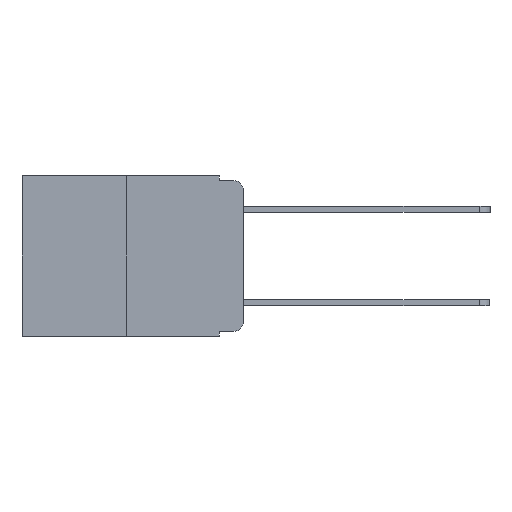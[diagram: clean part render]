
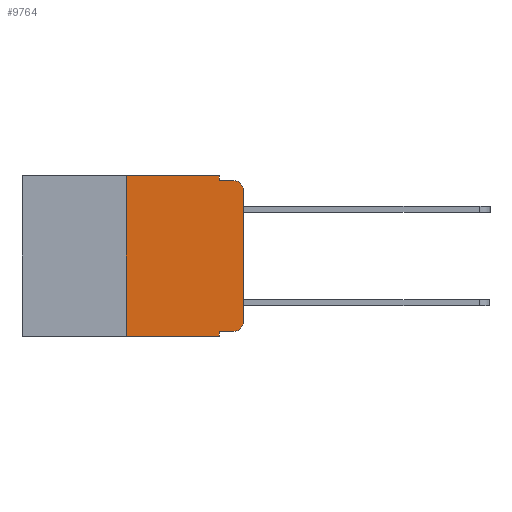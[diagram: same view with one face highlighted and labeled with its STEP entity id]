
A CAD part, left-side view. The second image highlights one B-rep face of the part: STEP entity #9764.
In plain terms, the highlighted planar face has unit normal (-1, 0, 0).
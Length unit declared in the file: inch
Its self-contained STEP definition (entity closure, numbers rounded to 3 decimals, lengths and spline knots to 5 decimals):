
#109 = CARTESIAN_POINT ( 'NONE',  ( 0., 0.051, -0.333 ) ) ;
#121 = LINE ( 'NONE', #4578, #6785 ) ;
#159 = LINE ( 'NONE', #17351, #10776 ) ;
#259 = ORIENTED_EDGE ( 'NONE', *, *, #10980, .T. ) ;
#873 = VERTEX_POINT ( 'NONE', #19097 ) ;
#936 = VERTEX_POINT ( 'NONE', #109 ) ;
#969 = LINE ( 'NONE', #17658, #12395 ) ;
#1012 = VECTOR ( 'NONE', #10131, 39.37008 ) ;
#1137 = VERTEX_POINT ( 'NONE', #15726 ) ;
#1546 = ORIENTED_EDGE ( 'NONE', *, *, #8377, .T. ) ;
#1708 = CARTESIAN_POINT ( 'NONE',  ( 0., 0.051, -0.343 ) ) ;
#1770 = VERTEX_POINT ( 'NONE', #14595 ) ;
#1963 = ORIENTED_EDGE ( 'NONE', *, *, #3260, .T. ) ;
#2114 = EDGE_CURVE ( 'NONE', #1770, #10025, #15510, .T. ) ;
#2207 = DIRECTION ( 'NONE',  ( 0., -1., 0. ) ) ;
#3067 = DIRECTION ( 'NONE',  ( 0., 0., -1. ) ) ;
#3213 = LINE ( 'NONE', #9821, #17635 ) ;
#3260 = EDGE_CURVE ( 'NONE', #936, #1770, #17250, .T. ) ;
#3822 = ORIENTED_EDGE ( 'NONE', *, *, #2114, .T. ) ;
#3856 = CARTESIAN_POINT ( 'NONE',  ( 0., 0.051, -0.01 ) ) ;
#4321 = EDGE_CURVE ( 'NONE', #936, #9267, #13339, .T. ) ;
#4578 = CARTESIAN_POINT ( 'NONE',  ( 0., 0.051, 0. ) ) ;
#4640 = DIRECTION ( 'NONE',  ( 0., 0., -1. ) ) ;
#4759 = CARTESIAN_POINT ( 'NONE',  ( 0., 0.02, -0.03 ) ) ;
#4802 = CARTESIAN_POINT ( 'NONE',  ( 0., 0., -0.03 ) ) ;
#5195 = ORIENTED_EDGE ( 'NONE', *, *, #6372, .F. ) ;
#5239 = EDGE_CURVE ( 'NONE', #9316, #1137, #159, .T. ) ;
#5354 = EDGE_CURVE ( 'NONE', #14392, #9316, #969, .T. ) ;
#5426 = DIRECTION ( 'NONE',  ( 0., -1., 0. ) ) ;
#5643 = DIRECTION ( 'NONE',  ( 0., -1., 0. ) ) ;
#5844 = VECTOR ( 'NONE', #2207, 39.37008 ) ;
#6304 = DIRECTION ( 'NONE',  ( 0., 0., -1. ) ) ;
#6372 = EDGE_CURVE ( 'NONE', #1137, #15413, #121, .T. ) ;
#6785 = VECTOR ( 'NONE', #4640, 39.37008 ) ;
#7060 = ORIENTED_EDGE ( 'NONE', *, *, #4321, .F. ) ;
#7393 = EDGE_CURVE ( 'NONE', #15413, #873, #17703, .T. ) ;
#7683 = VERTEX_POINT ( 'NONE', #4802 ) ;
#8157 = CARTESIAN_POINT ( 'NONE',  ( 0., 0., -0.313 ) ) ;
#8169 = ORIENTED_EDGE ( 'NONE', *, *, #9383, .T. ) ;
#8377 = EDGE_CURVE ( 'NONE', #7683, #873, #8512, .T. ) ;
#8512 = CIRCLE ( 'NONE', #15196, 0.02 ) ;
#8546 = ORIENTED_EDGE ( 'NONE', *, *, #5354, .F. ) ;
#8697 = CARTESIAN_POINT ( 'NONE',  ( 0., 0.051, 0. ) ) ;
#9214 = CARTESIAN_POINT ( 'NONE',  ( 0., 0.473, 0. ) ) ;
#9267 = VERTEX_POINT ( 'NONE', #1708 ) ;
#9316 = VERTEX_POINT ( 'NONE', #18389 ) ;
#9383 = EDGE_CURVE ( 'NONE', #10025, #7683, #3213, .T. ) ;
#9764 = ADVANCED_FACE ( 'NONE', ( #14659 ), #15044, .F. ) ;
#9818 = AXIS2_PLACEMENT_3D ( 'NONE', #9214, #19389, #10689 ) ;
#9821 = CARTESIAN_POINT ( 'NONE',  ( 0., 0., 0. ) ) ;
#9958 = VECTOR ( 'NONE', #5426, 39.37008 ) ;
#10025 = VERTEX_POINT ( 'NONE', #8157 ) ;
#10131 = DIRECTION ( 'NONE',  ( 0., 0., -1. ) ) ;
#10160 = CARTESIAN_POINT ( 'NONE',  ( 0., 0.02, -0.313 ) ) ;
#10689 = DIRECTION ( 'NONE',  ( 0., 0., -1. ) ) ;
#10776 = VECTOR ( 'NONE', #5643, 39.37008 ) ;
#10980 = EDGE_CURVE ( 'NONE', #14392, #9267, #18024, .T. ) ;
#11272 = DIRECTION ( 'NONE',  ( 0., 0., 1. ) ) ;
#11361 = CARTESIAN_POINT ( 'NONE',  ( 0., 0.473, -0.343 ) ) ;
#12395 = VECTOR ( 'NONE', #19094, 39.37008 ) ;
#12611 = CARTESIAN_POINT ( 'NONE',  ( 0., 0.25, -0.343 ) ) ;
#13339 = LINE ( 'NONE', #8697, #1012 ) ;
#13818 = VECTOR ( 'NONE', #17312, 39.37008 ) ;
#14109 = AXIS2_PLACEMENT_3D ( 'NONE', #10160, #19264, #3067 ) ;
#14392 = VERTEX_POINT ( 'NONE', #12611 ) ;
#14595 = CARTESIAN_POINT ( 'NONE',  ( 0., 0.02, -0.333 ) ) ;
#14632 = ORIENTED_EDGE ( 'NONE', *, *, #7393, .F. ) ;
#14659 = FACE_OUTER_BOUND ( 'NONE', #15530, .T. ) ;
#14898 = ORIENTED_EDGE ( 'NONE', *, *, #5239, .F. ) ;
#15044 = PLANE ( 'NONE',  #9818 ) ;
#15148 = DIRECTION ( 'NONE',  ( -1., 0., 0. ) ) ;
#15196 = AXIS2_PLACEMENT_3D ( 'NONE', #4759, #15148, #6304 ) ;
#15413 = VERTEX_POINT ( 'NONE', #19119 ) ;
#15510 = CIRCLE ( 'NONE', #14109, 0.02 ) ;
#15530 = EDGE_LOOP ( 'NONE', ( #8169, #1546, #14632, #5195, #14898, #8546, #259, #7060, #1963, #3822 ) ) ;
#15726 = CARTESIAN_POINT ( 'NONE',  ( 0., 0.051, 0. ) ) ;
#16205 = CARTESIAN_POINT ( 'NONE',  ( 0., 0.051, -0.333 ) ) ;
#17250 = LINE ( 'NONE', #16205, #13818 ) ;
#17312 = DIRECTION ( 'NONE',  ( 0., -1., 0. ) ) ;
#17351 = CARTESIAN_POINT ( 'NONE',  ( 0., 0.473, 0. ) ) ;
#17635 = VECTOR ( 'NONE', #11272, 39.37008 ) ;
#17658 = CARTESIAN_POINT ( 'NONE',  ( 0., 0.25, 0. ) ) ;
#17703 = LINE ( 'NONE', #3856, #9958 ) ;
#18024 = LINE ( 'NONE', #11361, #5844 ) ;
#18389 = CARTESIAN_POINT ( 'NONE',  ( 0., 0.25, 0. ) ) ;
#19094 = DIRECTION ( 'NONE',  ( 0., 0., 1. ) ) ;
#19097 = CARTESIAN_POINT ( 'NONE',  ( 0., 0.02, -0.01 ) ) ;
#19119 = CARTESIAN_POINT ( 'NONE',  ( 0., 0.051, -0.01 ) ) ;
#19264 = DIRECTION ( 'NONE',  ( -1., 0., 0. ) ) ;
#19389 = DIRECTION ( 'NONE',  ( 1., 0., 0. ) ) ;
